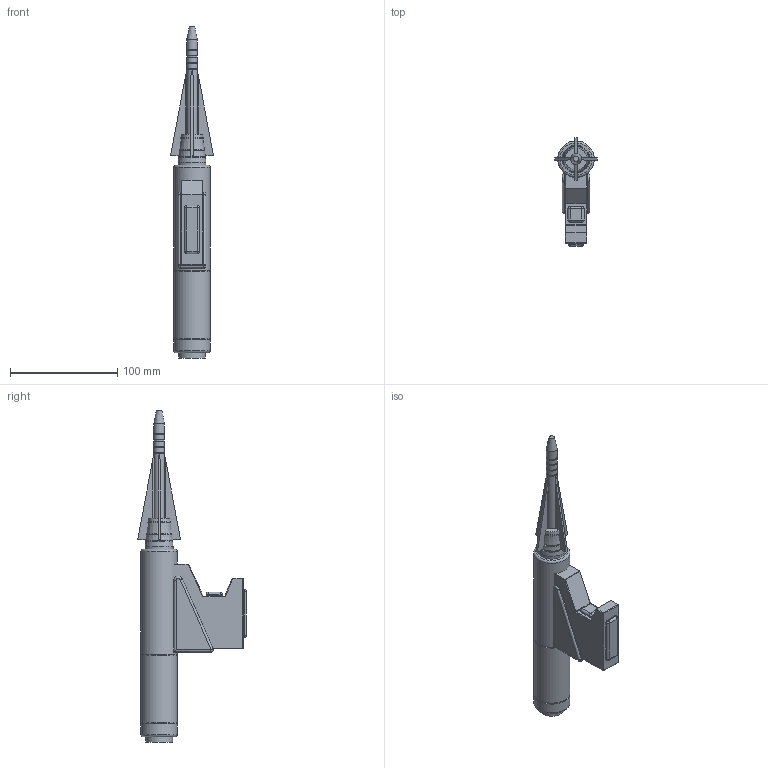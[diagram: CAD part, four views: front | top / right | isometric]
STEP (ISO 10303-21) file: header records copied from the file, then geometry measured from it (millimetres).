
FILE_DESCRIPTION(/* description */ ('STEP AP242','CAx-IF Rec.Pracs.---Representation and Presentation of Product Manufacturing Information (PMI)---4.0---2014-10-13','CAx-IF Rec.Pracs.---3D Tessellated Geometry---0.4---2014-09-14','2;1','CAx-IF Rec.Pracs.---User Defined Attributes---1.5---2016-08-15'),/* implementation_level */ '2;1');
FILE_NAME(/* name */ '69148242d2197e70d86165ac',/* time_stamp */ '2025-11-12T12:49:07Z',/* author */ (''),/* organization */ (''),/* preprocessor_version */ 'ST-DEVELOPER v20',/* originating_system */ 'ONSHAPE BY PTC INC, 1.206',/* authorisation */ ' ');
FILE_SCHEMA (('AP242_MANAGED_MODEL_BASED_3D_ENGINEERING_MIM_LF { 1 0 10303 442 1 1 4 }'));
Length unit declared in the file: metre
Products named in the file (13): Gripframe - Gold; Collar - Gold; Button - Copper; Emitter - Clear; Pin; Magazin - Black; Grip - Gray; Button Inner; Emitter-Helper - Clear; Reciever - Gray
Bounding box: 40 x 101.38 x 310 mm (x, y, z)
Volume: 237480.6 mm3; surface area: 75938.3 mm2
Topology: 13 solids, 13 shells, 394 faces, 945 edges, 594 vertices
Faces by surface type: plane 196, cylinder 124, bspline 32, cone 16, sphere 16, torus 10
Full cylindrical faces by diameter (mm): 6 x4, 7.8 x1, 8 x6, 9 x4, 10 x8, 10.2 x3, 11 x1, 15 x1, 25 x1, 26 x1, 33 x2, 33.999 x3
Entity records: 17164 total; most frequent: CARTESIAN_POINT 8583, DIRECTION 1675, ORIENTED_EDGE 1658, EDGE_CURVE 829, AXIS2_PLACEMENT_3D 620, VERTEX_POINT 556, EDGE_LOOP 467, FACE_BOUND 467
